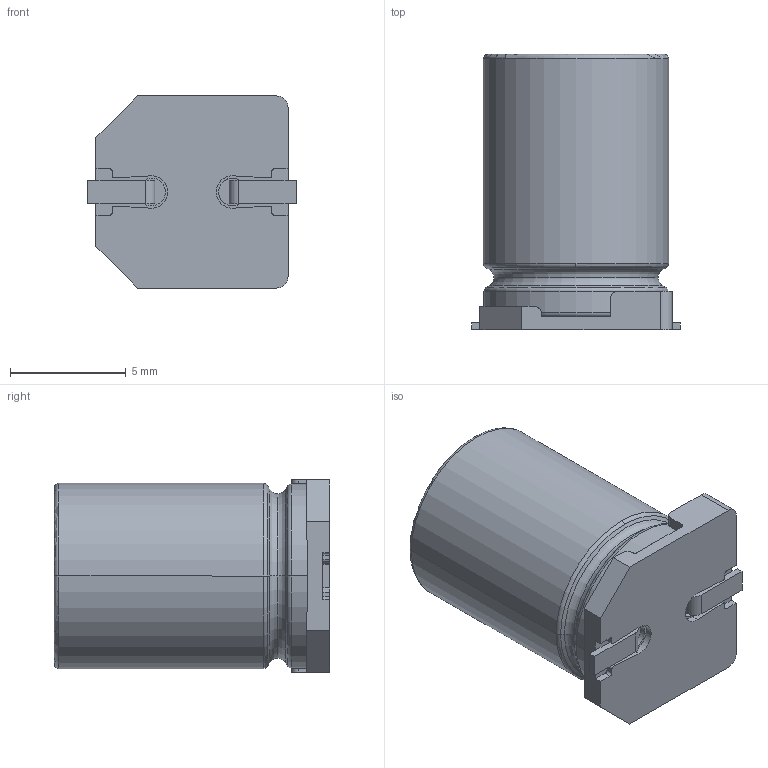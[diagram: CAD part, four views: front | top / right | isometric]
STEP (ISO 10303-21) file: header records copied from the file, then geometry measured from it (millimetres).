
FILE_DESCRIPTION (( 'STEP AP214' ), '1' );
FILE_NAME ('16SVF560M.STEP', '2021-10-02T00:34:04', ( '' ), ( '' ), 'SwSTEP 2.0', 'SolidWorks 2017', '' );
FILE_SCHEMA (( 'AUTOMOTIVE_DESIGN' ));
Length unit declared in the file: millimetre
Products named in the file (1): 16SVF560M
Bounding box: 9 x 11.9 x 8.3 mm (x, y, z)
Volume: 608 mm3; surface area: 584.5 mm2
Topology: 4 solids, 4 shells, 116 faces, 306 edges, 198 vertices
Faces by surface type: plane 53, cylinder 37, torus 13, bspline 9, cone 4
Entity records: 4042 total; most frequent: CARTESIAN_POINT 1111, ORIENTED_EDGE 612, DIRECTION 573, EDGE_CURVE 306, VERTEX_POINT 198, AXIS2_PLACEMENT_3D 197, VECTOR 179, LINE 179
